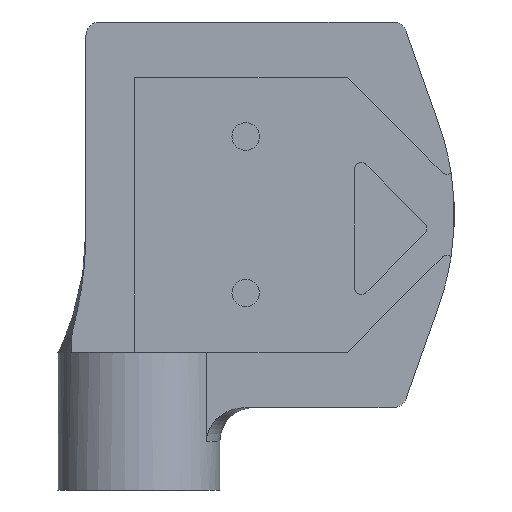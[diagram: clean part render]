
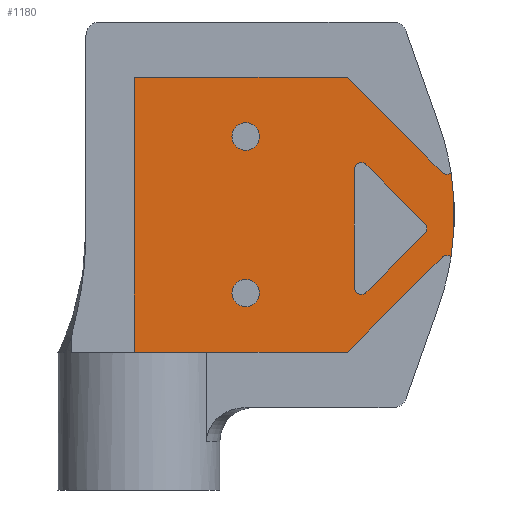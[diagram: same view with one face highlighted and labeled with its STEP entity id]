
A CAD part, front view. The second image highlights one B-rep face of the part: STEP entity #1180.
In plain terms, the highlighted planar face has unit normal (0, -1, 0).
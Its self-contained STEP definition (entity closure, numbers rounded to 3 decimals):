
#18=FACE_BOUND('',#183,.T.);
#19=FACE_BOUND('',#184,.T.);
#20=FACE_BOUND('',#185,.T.);
#51=PLANE('',#1298);
#115=FACE_OUTER_BOUND('',#182,.T.);
#182=EDGE_LOOP('',(#1064,#1065,#1066,#1067,#1068,#1069,#1070,#1071));
#183=EDGE_LOOP('',(#1072));
#184=EDGE_LOOP('',(#1073));
#185=EDGE_LOOP('',(#1074,#1075,#1076,#1077,#1078,#1079));
#219=CIRCLE('',#1264,0.5);
#222=CIRCLE('',#1270,0.5);
#223=CIRCLE('',#1273,0.5);
#225=CIRCLE('',#1276,20.);
#226=CIRCLE('',#1280,0.5);
#227=CIRCLE('',#1282,0.5);
#228=CIRCLE('',#1285,1.);
#230=CIRCLE('',#1289,1.);
#335=LINE('',#4116,#416);
#340=LINE('',#4132,#421);
#349=LINE('',#4160,#430);
#354=LINE('',#4179,#435);
#357=LINE('',#4184,#438);
#359=LINE('',#4188,#440);
#361=LINE('',#4192,#442);
#362=LINE('',#4194,#443);
#416=VECTOR('',#1495,10.);
#421=VECTOR('',#1512,10.);
#430=VECTOR('',#1545,10.);
#435=VECTOR('',#1568,10.);
#438=VECTOR('',#1575,10.);
#440=VECTOR('',#1579,10.);
#442=VECTOR('',#1583,10.);
#443=VECTOR('',#1586,10.);
#537=VERTEX_POINT('',#4106);
#538=VERTEX_POINT('',#4108);
#540=VERTEX_POINT('',#4114);
#544=VERTEX_POINT('',#4126);
#545=VERTEX_POINT('',#4130);
#546=VERTEX_POINT('',#4134);
#548=VERTEX_POINT('',#4140);
#549=VERTEX_POINT('',#4142);
#550=VERTEX_POINT('',#4151);
#551=VERTEX_POINT('',#4155);
#552=VERTEX_POINT('',#4159);
#553=VERTEX_POINT('',#4163);
#555=VERTEX_POINT('',#4170);
#557=VERTEX_POINT('',#4178);
#558=VERTEX_POINT('',#4186);
#559=VERTEX_POINT('',#4190);
#691=EDGE_CURVE('',#537,#538,#219,.F.);
#695=EDGE_CURVE('',#540,#537,#335,.T.);
#701=EDGE_CURVE('',#544,#540,#222,.F.);
#703=EDGE_CURVE('',#545,#544,#340,.T.);
#705=EDGE_CURVE('',#546,#545,#223,.F.);
#708=EDGE_CURVE('',#548,#549,#225,.T.);
#714=EDGE_CURVE('',#550,#548,#226,.F.);
#715=EDGE_CURVE('',#549,#551,#227,.F.);
#717=EDGE_CURVE('',#551,#552,#349,.T.);
#719=EDGE_CURVE('',#553,#553,#228,.T.);
#722=EDGE_CURVE('',#555,#555,#230,.T.);
#726=EDGE_CURVE('',#552,#557,#354,.T.);
#729=EDGE_CURVE('',#538,#546,#357,.T.);
#731=EDGE_CURVE('',#558,#550,#359,.T.);
#733=EDGE_CURVE('',#559,#558,#361,.T.);
#734=EDGE_CURVE('',#557,#559,#362,.T.);
#1064=ORIENTED_EDGE('',*,*,#708,.F.);
#1065=ORIENTED_EDGE('',*,*,#714,.F.);
#1066=ORIENTED_EDGE('',*,*,#731,.F.);
#1067=ORIENTED_EDGE('',*,*,#733,.F.);
#1068=ORIENTED_EDGE('',*,*,#734,.F.);
#1069=ORIENTED_EDGE('',*,*,#726,.F.);
#1070=ORIENTED_EDGE('',*,*,#717,.F.);
#1071=ORIENTED_EDGE('',*,*,#715,.F.);
#1072=ORIENTED_EDGE('',*,*,#719,.T.);
#1073=ORIENTED_EDGE('',*,*,#722,.T.);
#1074=ORIENTED_EDGE('',*,*,#703,.F.);
#1075=ORIENTED_EDGE('',*,*,#705,.F.);
#1076=ORIENTED_EDGE('',*,*,#729,.F.);
#1077=ORIENTED_EDGE('',*,*,#691,.F.);
#1078=ORIENTED_EDGE('',*,*,#695,.F.);
#1079=ORIENTED_EDGE('',*,*,#701,.F.);
#1180=ADVANCED_FACE('',(#115,#18,#19,#20),#51,.F.);
#1264=AXIS2_PLACEMENT_3D('',#4109,#1488,#1489);
#1270=AXIS2_PLACEMENT_3D('',#4128,#1507,#1508);
#1273=AXIS2_PLACEMENT_3D('',#4136,#1516,#1517);
#1276=AXIS2_PLACEMENT_3D('',#4143,#1523,#1524);
#1280=AXIS2_PLACEMENT_3D('',#4153,#1536,#1537);
#1282=AXIS2_PLACEMENT_3D('',#4156,#1540,#1541);
#1285=AXIS2_PLACEMENT_3D('',#4164,#1549,#1550);
#1289=AXIS2_PLACEMENT_3D('',#4171,#1558,#1559);
#1298=AXIS2_PLACEMENT_3D('',#4195,#1587,#1588);
#1488=DIRECTION('center_axis',(0.,1.,0.));
#1489=DIRECTION('ref_axis',(-0.383,0.,-0.924));
#1495=DIRECTION('',(0.,0.,-1.));
#1507=DIRECTION('center_axis',(0.,1.,0.));
#1508=DIRECTION('ref_axis',(-0.383,0.,0.924));
#1512=DIRECTION('',(-0.707,0.,0.707));
#1516=DIRECTION('center_axis',(0.,1.,0.));
#1517=DIRECTION('ref_axis',(1.,0.,0.));
#1523=DIRECTION('center_axis',(0.,1.,0.));
#1524=DIRECTION('ref_axis',(1.,0.,0.));
#1536=DIRECTION('center_axis',(0.,1.,0.));
#1537=DIRECTION('ref_axis',(0.533,0.,-0.846));
#1540=DIRECTION('center_axis',(0.,1.,0.));
#1541=DIRECTION('ref_axis',(0.533,0.,0.846));
#1545=DIRECTION('',(-0.707,0.,-0.707));
#1549=DIRECTION('center_axis',(0.,1.,0.));
#1550=DIRECTION('ref_axis',(1.,0.,0.));
#1558=DIRECTION('center_axis',(0.,1.,0.));
#1559=DIRECTION('ref_axis',(1.,0.,0.));
#1568=DIRECTION('',(-1.,0.,0.));
#1575=DIRECTION('',(0.707,0.,0.707));
#1579=DIRECTION('',(0.707,0.,-0.707));
#1583=DIRECTION('',(1.,0.,0.));
#1586=DIRECTION('',(0.,0.,1.));
#1587=DIRECTION('center_axis',(0.,1.,0.));
#1588=DIRECTION('ref_axis',(1.,0.,0.));
#4106=CARTESIAN_POINT('',(8.,6.4,-5.293));
#4108=CARTESIAN_POINT('',(8.854,6.4,-5.646));
#4109=CARTESIAN_POINT('Origin',(8.5,6.4,-5.293));
#4114=CARTESIAN_POINT('',(8.,6.4,3.293));
#4116=CARTESIAN_POINT('',(8.,6.4,-10.5));
#4126=CARTESIAN_POINT('',(8.854,6.4,3.646));
#4128=CARTESIAN_POINT('Origin',(8.5,6.4,3.293));
#4130=CARTESIAN_POINT('',(13.146,6.4,-0.646));
#4132=CARTESIAN_POINT('',(7.5,6.4,5.));
#4134=CARTESIAN_POINT('',(13.146,6.4,-1.354));
#4136=CARTESIAN_POINT('Origin',(12.793,6.4,-1.));
#4140=CARTESIAN_POINT('',(15.049,6.4,3.065));
#4142=CARTESIAN_POINT('',(15.049,6.4,-3.065));
#4143=CARTESIAN_POINT('Origin',(-4.714,6.4,0.));
#4151=CARTESIAN_POINT('',(14.392,6.4,3.108));
#4153=CARTESIAN_POINT('Origin',(14.745,6.4,3.462));
#4155=CARTESIAN_POINT('',(14.392,6.4,-3.108));
#4156=CARTESIAN_POINT('Origin',(14.745,6.4,-3.462));
#4159=CARTESIAN_POINT('',(7.5,6.4,-10.));
#4160=CARTESIAN_POINT('',(7.5,6.4,-10.));
#4163=CARTESIAN_POINT('',(-0.9,6.4,-5.7));
#4164=CARTESIAN_POINT('Origin',(0.1,6.4,-5.7));
#4170=CARTESIAN_POINT('',(-0.9,6.4,5.7));
#4171=CARTESIAN_POINT('Origin',(0.1,6.4,5.7));
#4178=CARTESIAN_POINT('',(-8.,6.4,-10.));
#4179=CARTESIAN_POINT('',(-7.5,6.4,-10.));
#4184=CARTESIAN_POINT('',(7.5,6.4,-7.));
#4186=CARTESIAN_POINT('',(7.5,6.4,10.));
#4188=CARTESIAN_POINT('',(7.5,6.4,10.));
#4190=CARTESIAN_POINT('',(-8.,6.4,10.));
#4192=CARTESIAN_POINT('',(-7.5,6.4,10.));
#4194=CARTESIAN_POINT('',(-8.,6.4,10.5));
#4195=CARTESIAN_POINT('Origin',(4.75,6.4,0.));
